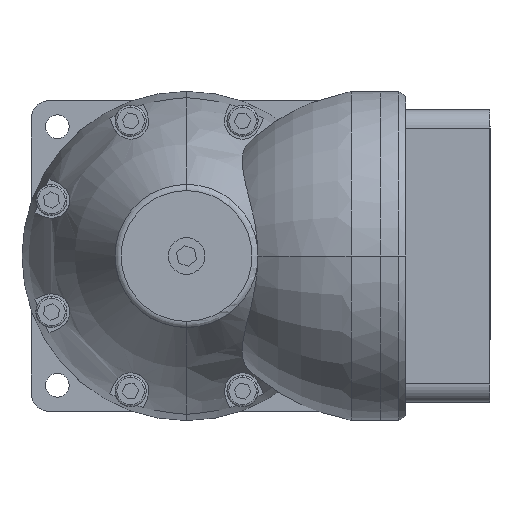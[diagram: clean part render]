
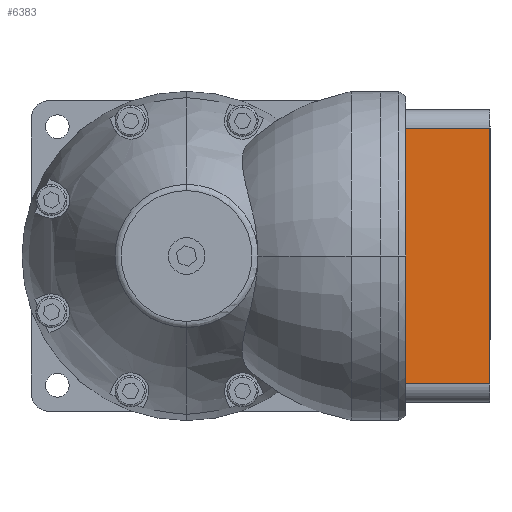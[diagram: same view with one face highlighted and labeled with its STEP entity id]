
A CAD part, left-side view. The second image highlights one B-rep face of the part: STEP entity #6383.
In plain terms, the highlighted planar face has unit normal (-1, 0, 0).
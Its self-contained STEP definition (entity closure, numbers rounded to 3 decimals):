
#215 = DIRECTION ( 'NONE',  ( 0., 0., -1. ) ) ;
#402 = VERTEX_POINT ( 'NONE', #4848 ) ;
#474 = DIRECTION ( 'NONE',  ( 0., 0., -1. ) ) ;
#780 = CARTESIAN_POINT ( 'NONE',  ( -40., -60., 35. ) ) ;
#903 = ORIENTED_EDGE ( 'NONE', *, *, #6165, .T. ) ;
#1123 = VERTEX_POINT ( 'NONE', #7397 ) ;
#2759 = EDGE_CURVE ( 'NONE', #7325, #402, #3981, .T. ) ;
#2893 = VECTOR ( 'NONE', #12277, 1000. ) ;
#3981 = LINE ( 'NONE', #8126, #2893 ) ;
#4201 = CARTESIAN_POINT ( 'NONE',  ( -40., -83., 35. ) ) ;
#4676 = DIRECTION ( 'NONE',  ( 0., 1., 0. ) ) ;
#4778 = LINE ( 'NONE', #13016, #9272 ) ;
#4848 = CARTESIAN_POINT ( 'NONE',  ( -40., -83., -35. ) ) ;
#5038 = FACE_OUTER_BOUND ( 'NONE', #12929, .T. ) ;
#5214 = CARTESIAN_POINT ( 'NONE',  ( -40., -60., 35. ) ) ;
#5251 = EDGE_CURVE ( 'NONE', #13130, #8985, #11767, .T. ) ;
#5322 = VECTOR ( 'NONE', #474, 1000. ) ;
#5514 = CARTESIAN_POINT ( 'NONE',  ( -40., -60., 35. ) ) ;
#5706 = CARTESIAN_POINT ( 'NONE',  ( -40., -60., 35. ) ) ;
#6165 = EDGE_CURVE ( 'NONE', #7325, #9875, #4778, .T. ) ;
#6383 = ADVANCED_FACE ( 'NONE', ( #5038 ), #12254, .F. ) ;
#6395 = VECTOR ( 'NONE', #215, 1000. ) ;
#6755 = DIRECTION ( 'NONE',  ( 0., 1., 0. ) ) ;
#6851 = LINE ( 'NONE', #10996, #13334 ) ;
#6948 = ORIENTED_EDGE ( 'NONE', *, *, #5251, .T. ) ;
#6962 = LINE ( 'NONE', #780, #11267 ) ;
#7325 = VERTEX_POINT ( 'NONE', #4201 ) ;
#7397 = CARTESIAN_POINT ( 'NONE',  ( -40., -60., -35. ) ) ;
#7579 = EDGE_CURVE ( 'NONE', #8985, #1123, #6962, .T. ) ;
#7659 = CARTESIAN_POINT ( 'NONE',  ( -40., -60., -17.953 ) ) ;
#8126 = CARTESIAN_POINT ( 'NONE',  ( -40., -83., 35. ) ) ;
#8531 = ORIENTED_EDGE ( 'NONE', *, *, #11165, .F. ) ;
#8602 = EDGE_CURVE ( 'NONE', #9875, #13130, #12017, .T. ) ;
#8985 = VERTEX_POINT ( 'NONE', #7659 ) ;
#8988 = ORIENTED_EDGE ( 'NONE', *, *, #7579, .T. ) ;
#9272 = VECTOR ( 'NONE', #6755, 1000. ) ;
#9395 = DIRECTION ( 'NONE',  ( 0., 1., 0. ) ) ;
#9706 = DIRECTION ( 'NONE',  ( 0., 0., -1. ) ) ;
#9875 = VERTEX_POINT ( 'NONE', #5214 ) ;
#10139 = ORIENTED_EDGE ( 'NONE', *, *, #8602, .T. ) ;
#10996 = CARTESIAN_POINT ( 'NONE',  ( -40., -83., -35. ) ) ;
#11012 = AXIS2_PLACEMENT_3D ( 'NONE', #13282, #12456, #9395 ) ;
#11165 = EDGE_CURVE ( 'NONE', #402, #1123, #6851, .T. ) ;
#11195 = ORIENTED_EDGE ( 'NONE', *, *, #2759, .F. ) ;
#11267 = VECTOR ( 'NONE', #9706, 1000. ) ;
#11767 = LINE ( 'NONE', #5514, #6395 ) ;
#12017 = LINE ( 'NONE', #5706, #5322 ) ;
#12254 = PLANE ( 'NONE',  #11012 ) ;
#12277 = DIRECTION ( 'NONE',  ( 0., 0., -1. ) ) ;
#12428 = CARTESIAN_POINT ( 'NONE',  ( -40., -60., 17.953 ) ) ;
#12456 = DIRECTION ( 'NONE',  ( 1., 0., 0. ) ) ;
#12929 = EDGE_LOOP ( 'NONE', ( #10139, #6948, #8988, #8531, #11195, #903 ) ) ;
#13016 = CARTESIAN_POINT ( 'NONE',  ( -40., -83., 35. ) ) ;
#13130 = VERTEX_POINT ( 'NONE', #12428 ) ;
#13282 = CARTESIAN_POINT ( 'NONE',  ( -40., -83., 35. ) ) ;
#13334 = VECTOR ( 'NONE', #4676, 1000. ) ;
